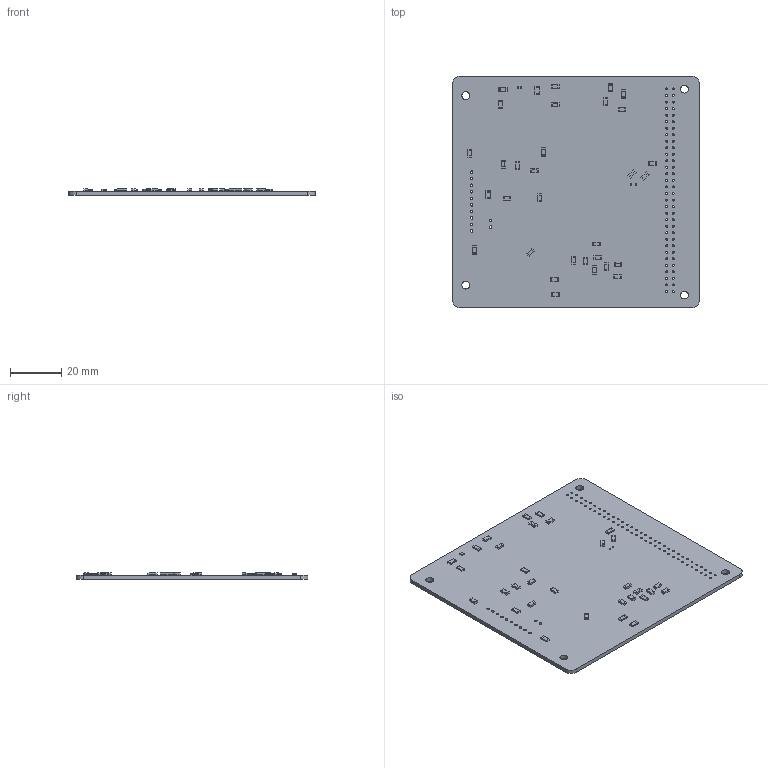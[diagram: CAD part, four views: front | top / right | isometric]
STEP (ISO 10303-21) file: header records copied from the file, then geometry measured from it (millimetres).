
FILE_DESCRIPTION(('KiCad electronic assembly'),'2;1');
FILE_NAME('pcb_v1.step','2019-11-26T21:50:05',('An Author'),('A Company' ),'Open CASCADE STEP processor 6.9','KiCad to STEP converter', 'Unknown');
FILE_SCHEMA(('AUTOMOTIVE_DESIGN { 1 0 10303 214 1 1 1 1 }'));
Length unit declared in the file: millimetre
Products named in the file (18): Open CASCADE STEP translator 6.9 1; R_1206; SOLID; C_1206; AB2_LQFP100; SOIC-8-N; L_1206; SOT-223; SOT-23-5; R_0603; Pin_Header_Straight_1x10_Pitch2.54mm; Pin_Header_Straight_1x02_Pitch2.54mm; SOT-23; SD_Card; QFN-24-1EP_3x4mm_Pitch0.4mm; COMPOUND
Assembly tree (48 placements, depth 3):
  Open CASCADE STEP translator 6.9 1
    R_1206  x13
      SOLID
    C_1206  x19
      SOLID
    AB2_LQFP100
    SOIC-8-N  x2
    L_1206
    SOT-223
    SOT-23-5
    R_0603
      SOLID
    Pin_Header_Straight_1x10_Pitch2.54mm
    Pin_Header_Straight_1x02_Pitch2.54mm
    SOT-23
    SD_Card
    QFN-24-1EP_3x4mm_Pitch0.4mm
    COMPOUND
Bounding box: 95.89 x 90.17 x 2.43 mm (x, y, z)
Volume: 13812.3 mm3; surface area: 18612.1 mm2
Topology: 34 solids, 34 shells, 1016 faces, 2730 edges, 1820 vertices
Faces by surface type: plane 590, cylinder 426
Full cylindrical faces by diameter (mm): 0.5 x2, 0.762 x64, 1 x12, 3.048 x4
Entity records: 13868 total; most frequent: CARTESIAN_POINT 2219, DIRECTION 2144, LINE 1038, VECTOR 1038, ORIENTED_EDGE 996, PCURVE 996, DEFINITIONAL_REPRESENTATION 996, EDGE_CURVE 498
